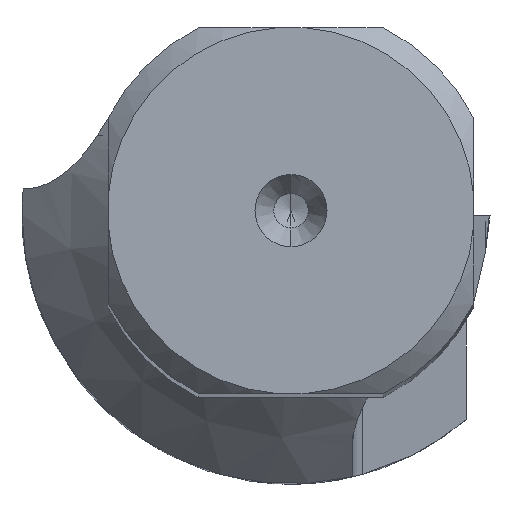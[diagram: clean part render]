
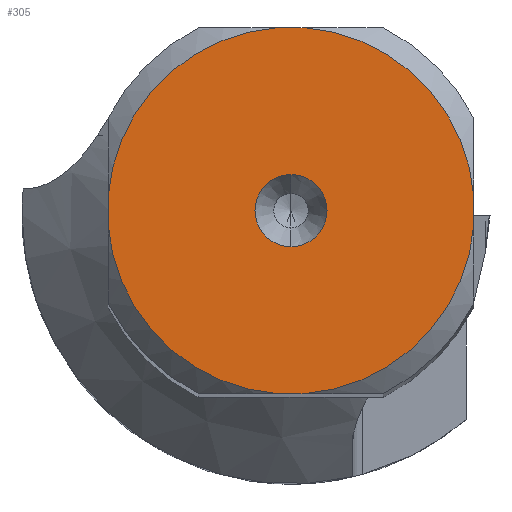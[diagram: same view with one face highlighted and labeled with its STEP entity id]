
A CAD part, top view. The second image highlights one B-rep face of the part: STEP entity #305.
In plain terms, the highlighted planar face has unit normal (0, 0, 1).
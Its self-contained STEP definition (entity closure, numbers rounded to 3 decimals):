
#305=ADVANCED_FACE('',(#433,#434),#401,.T.);
#401=PLANE('',#2124);
#433=FACE_BOUND('',#459,.T.);
#434=FACE_BOUND('',#460,.T.);
#459=EDGE_LOOP('',(#633,#634,#635,#636,#637,#638,#639,#640));
#460=EDGE_LOOP('',(#641,#642));
#633=ORIENTED_EDGE('',*,*,#1365,.F.);
#634=ORIENTED_EDGE('',*,*,#1366,.F.);
#635=ORIENTED_EDGE('',*,*,#1367,.F.);
#636=ORIENTED_EDGE('',*,*,#1368,.F.);
#637=ORIENTED_EDGE('',*,*,#1369,.F.);
#638=ORIENTED_EDGE('',*,*,#1370,.F.);
#639=ORIENTED_EDGE('',*,*,#1371,.F.);
#640=ORIENTED_EDGE('',*,*,#1372,.F.);
#641=ORIENTED_EDGE('',*,*,#1373,.F.);
#642=ORIENTED_EDGE('',*,*,#1374,.F.);
#1159=VERTEX_POINT('',#2989);
#1160=VERTEX_POINT('',#2990);
#1161=VERTEX_POINT('',#2992);
#1162=VERTEX_POINT('',#2994);
#1163=VERTEX_POINT('',#2996);
#1164=VERTEX_POINT('',#2998);
#1165=VERTEX_POINT('',#3000);
#1166=VERTEX_POINT('',#3002);
#1167=VERTEX_POINT('',#3005);
#1168=VERTEX_POINT('',#3006);
#1365=EDGE_CURVE('',#1159,#1160,#1789,.T.);
#1366=EDGE_CURVE('',#1161,#1159,#1638,.T.);
#1367=EDGE_CURVE('',#1162,#1161,#1790,.T.);
#1368=EDGE_CURVE('',#1163,#1162,#1639,.T.);
#1369=EDGE_CURVE('',#1164,#1163,#1791,.T.);
#1370=EDGE_CURVE('',#1165,#1164,#1640,.T.);
#1371=EDGE_CURVE('',#1166,#1165,#1792,.T.);
#1372=EDGE_CURVE('',#1160,#1166,#1641,.T.);
#1373=EDGE_CURVE('',#1167,#1168,#1642,.T.);
#1374=EDGE_CURVE('',#1168,#1167,#1643,.T.);
#1638=CIRCLE('',#2118,8.525);
#1639=CIRCLE('',#2119,8.525);
#1640=CIRCLE('',#2120,8.525);
#1641=CIRCLE('',#2121,8.525);
#1642=CIRCLE('',#2122,1.675);
#1643=CIRCLE('',#2123,1.675);
#1789=LINE('',#2988,#1917);
#1790=LINE('',#2993,#1918);
#1791=LINE('',#2997,#1919);
#1792=LINE('',#3001,#1920);
#1917=VECTOR('',#2423,1.);
#1918=VECTOR('',#2426,1.);
#1919=VECTOR('',#2429,1.);
#1920=VECTOR('',#2432,1.);
#2118=AXIS2_PLACEMENT_3D('',#2991,#2424,#2425);
#2119=AXIS2_PLACEMENT_3D('',#2995,#2427,#2428);
#2120=AXIS2_PLACEMENT_3D('',#2999,#2430,#2431);
#2121=AXIS2_PLACEMENT_3D('',#3003,#2433,#2434);
#2122=AXIS2_PLACEMENT_3D('',#3004,#2435,#2436);
#2123=AXIS2_PLACEMENT_3D('',#3007,#2437,#2438);
#2124=AXIS2_PLACEMENT_3D('',#3008,#2439,#2440);
#2423=DIRECTION('',(0.,1.,0.));
#2424=DIRECTION('',(0.,0.,-1.));
#2425=DIRECTION('',(-0.077,-0.997,0.));
#2426=DIRECTION('',(-1.,0.,0.));
#2427=DIRECTION('',(0.,0.,-1.));
#2428=DIRECTION('',(0.997,-0.077,0.));
#2429=DIRECTION('',(0.,-1.,0.));
#2430=DIRECTION('',(0.,0.,-1.));
#2431=DIRECTION('',(0.077,0.997,0.));
#2432=DIRECTION('',(1.,0.,0.));
#2433=DIRECTION('',(0.,0.,-1.));
#2434=DIRECTION('',(-0.997,0.077,0.));
#2435=DIRECTION('',(0.,0.,1.));
#2436=DIRECTION('',(0.,-1.,0.));
#2437=DIRECTION('',(0.,0.,1.));
#2438=DIRECTION('',(0.,1.,0.));
#2439=DIRECTION('',(0.,0.,1.));
#2440=DIRECTION('',(-1.,0.,0.));
#2988=CARTESIAN_POINT('',(-8.5,-0.652,0.));
#2989=CARTESIAN_POINT('',(-8.5,-0.652,0.));
#2990=CARTESIAN_POINT('',(-8.5,0.652,0.));
#2991=CARTESIAN_POINT('',(0.,0.,0.));
#2992=CARTESIAN_POINT('',(-0.652,-8.5,0.));
#2993=CARTESIAN_POINT('',(0.652,-8.5,0.));
#2994=CARTESIAN_POINT('',(0.652,-8.5,0.));
#2995=CARTESIAN_POINT('',(0.,0.,0.));
#2996=CARTESIAN_POINT('',(8.5,-0.652,0.));
#2997=CARTESIAN_POINT('',(8.5,0.652,0.));
#2998=CARTESIAN_POINT('',(8.5,0.652,0.));
#2999=CARTESIAN_POINT('',(0.,0.,0.));
#3000=CARTESIAN_POINT('',(0.652,8.5,0.));
#3001=CARTESIAN_POINT('',(-0.652,8.5,0.));
#3002=CARTESIAN_POINT('',(-0.652,8.5,0.));
#3003=CARTESIAN_POINT('',(0.,0.,0.));
#3004=CARTESIAN_POINT('',(0.,0.,0.));
#3005=CARTESIAN_POINT('',(0.,-1.675,0.));
#3006=CARTESIAN_POINT('',(0.,1.675,0.));
#3007=CARTESIAN_POINT('',(0.,0.,0.));
#3008=CARTESIAN_POINT('',(0.,0.,0.));
